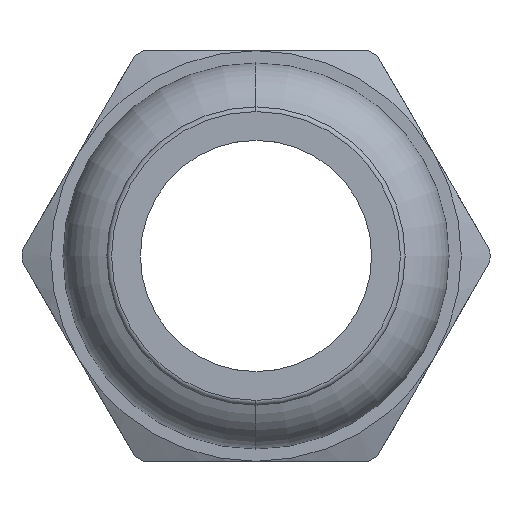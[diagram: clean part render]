
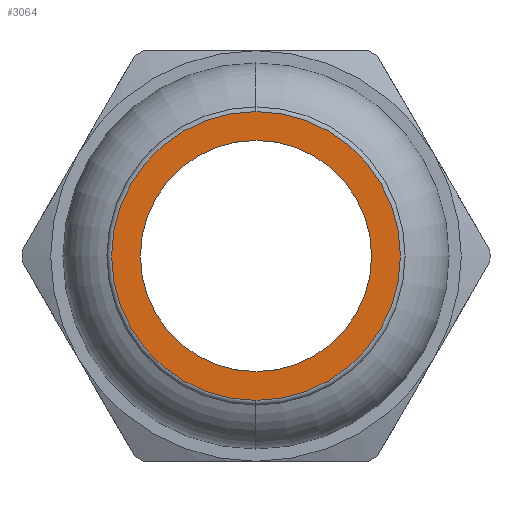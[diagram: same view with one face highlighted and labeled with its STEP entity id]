
A CAD part, left-side view. The second image highlights one B-rep face of the part: STEP entity #3064.
In plain terms, the highlighted planar face has unit normal (-1, 0, 0).
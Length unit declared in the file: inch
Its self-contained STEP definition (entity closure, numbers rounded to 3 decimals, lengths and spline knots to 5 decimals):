
#4 = VERTEX_POINT ( 'NONE', #652 ) ;
#11 = VERTEX_POINT ( 'NONE', #704 ) ;
#14 = EDGE_CURVE ( 'NONE', #4, #11, #701, .T. ) ;
#49 = ORIENTED_EDGE ( 'NONE', *, *, #3106, .F. ) ;
#51 = ORIENTED_EDGE ( 'NONE', *, *, #3072, .F. ) ;
#652 = CARTESIAN_POINT ( 'NONE',  ( -0.565, 0., 0.245 ) ) ;
#693 = DIRECTION ( 'NONE',  ( 0., 0., -1. ) ) ;
#694 = DIRECTION ( 'NONE',  ( 1., 0., 0. ) ) ;
#695 = CARTESIAN_POINT ( 'NONE',  ( -0.565, 0., 0. ) ) ;
#696 = AXIS2_PLACEMENT_3D ( 'NONE', #695, #694, #693 ) ;
#701 = CIRCLE ( 'NONE', #696, 0.245 ) ;
#704 = CARTESIAN_POINT ( 'NONE',  ( -0.565, 0., -0.245 ) ) ;
#2028 = DIRECTION ( 'NONE',  ( 0., 0., -1. ) ) ;
#2029 = DIRECTION ( 'NONE',  ( 1., 0., 0. ) ) ;
#2030 = CARTESIAN_POINT ( 'NONE',  ( -0.565, 0., 0. ) ) ;
#2031 = AXIS2_PLACEMENT_3D ( 'NONE', #2030, #2029, #2028 ) ;
#2032 = CIRCLE ( 'NONE', #2031, 0.306 ) ;
#2040 = DIRECTION ( 'NONE',  ( 0., 0., 1. ) ) ;
#2041 = DIRECTION ( 'NONE',  ( -1., 0., 0. ) ) ;
#2042 = CARTESIAN_POINT ( 'NONE',  ( -0.565, 0.245, 0. ) ) ;
#2043 = AXIS2_PLACEMENT_3D ( 'NONE', #2042, #2041, #2040 ) ;
#2045 = PLANE ( 'NONE',  #2043 ) ;
#2046 = FACE_OUTER_BOUND ( 'NONE', #3037, .T. ) ;
#2047 = FACE_BOUND ( 'NONE', #3040, .T. ) ;
#2049 = DIRECTION ( 'NONE',  ( 0., 0., -1. ) ) ;
#2050 = DIRECTION ( 'NONE',  ( 1., 0., 0. ) ) ;
#2051 = CARTESIAN_POINT ( 'NONE',  ( -0.565, 0., 0. ) ) ;
#2052 = AXIS2_PLACEMENT_3D ( 'NONE', #2051, #2050, #2049 ) ;
#2053 = CIRCLE ( 'NONE', #2052, 0.245 ) ;
#2098 = CARTESIAN_POINT ( 'NONE',  ( -0.565, 0., 0. ) ) ;
#2101 = CARTESIAN_POINT ( 'NONE',  ( -0.565, 0., 0.306 ) ) ;
#2151 = CARTESIAN_POINT ( 'NONE',  ( -0.565, 0., -0.306 ) ) ;
#2152 = DIRECTION ( 'NONE',  ( 0., 0., -1. ) ) ;
#2153 = DIRECTION ( 'NONE',  ( 1., 0., 0. ) ) ;
#2154 = AXIS2_PLACEMENT_3D ( 'NONE', #2098, #2153, #2152 ) ;
#2155 = CIRCLE ( 'NONE', #2154, 0.306 ) ;
#3037 = EDGE_LOOP ( 'NONE', ( #49, #51 ) ) ;
#3040 = EDGE_LOOP ( 'NONE', ( #3057, #3455 ) ) ;
#3056 = EDGE_CURVE ( 'NONE', #11, #4, #2053, .T. ) ;
#3057 = ORIENTED_EDGE ( 'NONE', *, *, #3056, .T. ) ;
#3064 = ADVANCED_FACE ( 'NONE', ( #2047, #2046 ), #2045, .T. ) ;
#3072 = EDGE_CURVE ( 'NONE', #3104, #3107, #2032, .T. ) ;
#3104 = VERTEX_POINT ( 'NONE', #2101 ) ;
#3106 = EDGE_CURVE ( 'NONE', #3107, #3104, #2155, .T. ) ;
#3107 = VERTEX_POINT ( 'NONE', #2151 ) ;
#3455 = ORIENTED_EDGE ( 'NONE', *, *, #14, .T. ) ;
